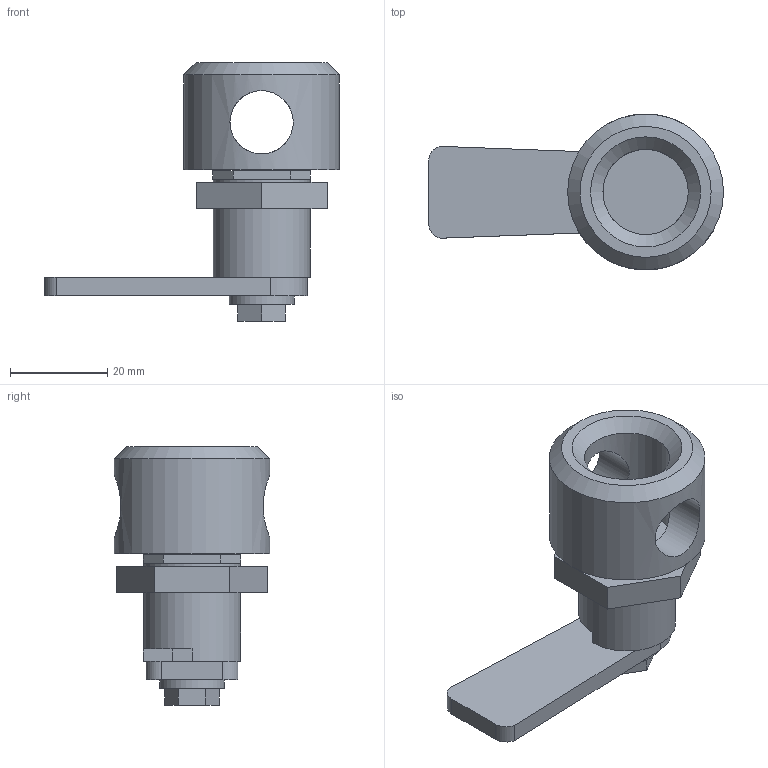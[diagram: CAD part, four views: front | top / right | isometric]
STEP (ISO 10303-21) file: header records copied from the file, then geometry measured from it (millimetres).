
FILE_DESCRIPTION (( 'STEP AP214' ), '1' );
FILE_NAME ('2QPL.STEP', '2019-07-17T22:02:02', ( '' ), ( '' ), 'SwSTEP 2.0', 'SolidWorks 2018', '' );
FILE_SCHEMA (( 'AUTOMOTIVE_DESIGN' ));
Length unit declared in the file: inch
Products named in the file (1): 2QPL
Bounding box: 60.59 x 32 x 53.17 mm (x, y, z)
Volume: 22140.4 mm3; surface area: 11276 mm2
Topology: 5 solids, 5 shells, 63 faces, 149 edges, 99 vertices
Faces by surface type: plane 48, cylinder 12, cone 3
Full cylindrical faces by diameter (mm): 5.893 x2, 13 x2, 13.335 x1, 17.522 x1, 19.939 x2, 32 x1
Entity records: 2963 total; most frequent: CARTESIAN_POINT 638, DIRECTION 280, ORIENTED_EDGE 266, EDGE_CURVE 133, VECTOR 106, LINE 106, VERTEX_POINT 95, EDGE_LOOP 88
